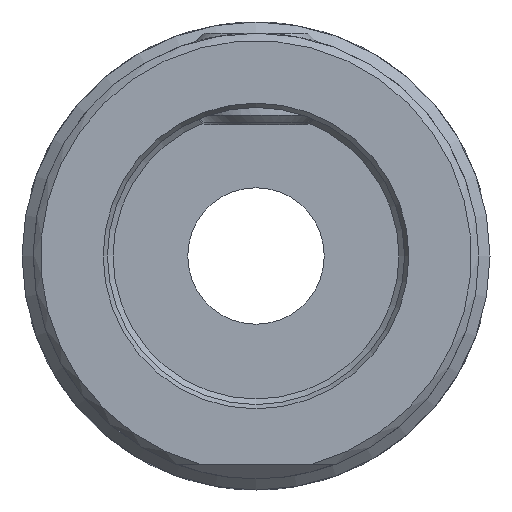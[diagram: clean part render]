
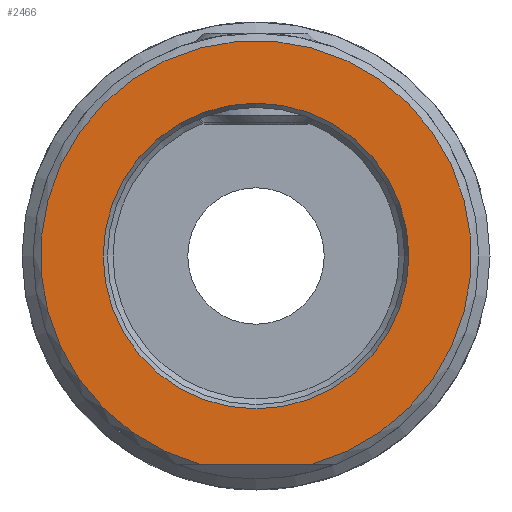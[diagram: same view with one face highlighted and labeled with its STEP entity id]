
A CAD part, left-side view. The second image highlights one B-rep face of the part: STEP entity #2466.
In plain terms, the highlighted planar face has unit normal (-1, 0, 0).
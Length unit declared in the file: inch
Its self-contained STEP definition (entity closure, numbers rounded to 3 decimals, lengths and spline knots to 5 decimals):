
#46=FACE_BOUND('',#360,.T.);
#81=PLANE('',#2674);
#216=FACE_OUTER_BOUND('',#359,.T.);
#359=EDGE_LOOP('',(#1822,#1823));
#360=EDGE_LOOP('',(#1824));
#507=LINE('',#4036,#626);
#626=VECTOR('',#3063,0.3937);
#732=CIRCLE('',#2668,0.81013);
#737=CIRCLE('',#2675,1.14173);
#1007=VERTEX_POINT('',#4031);
#1008=VERTEX_POINT('',#4035);
#1015=VERTEX_POINT('',#4060);
#1299=EDGE_CURVE('',#1008,#1007,#507,.T.);
#1309=EDGE_CURVE('',#1015,#1015,#732,.T.);
#1316=EDGE_CURVE('',#1008,#1007,#737,.T.);
#1822=ORIENTED_EDGE('',*,*,#1299,.T.);
#1823=ORIENTED_EDGE('',*,*,#1316,.F.);
#1824=ORIENTED_EDGE('',*,*,#1309,.F.);
#2466=ADVANCED_FACE('',(#216,#46),#81,.T.);
#2668=AXIS2_PLACEMENT_3D('',#4061,#3090,#3091);
#2674=AXIS2_PLACEMENT_3D('',#4073,#3104,#3105);
#2675=AXIS2_PLACEMENT_3D('',#4074,#3106,#3107);
#3063=DIRECTION('',(0.,-1.,0.));
#3090=DIRECTION('center_axis',(-1.,0.,0.));
#3091=DIRECTION('ref_axis',(0.,0.,-1.));
#3104=DIRECTION('center_axis',(-1.,0.,0.));
#3105=DIRECTION('ref_axis',(0.,0.,1.));
#3106=DIRECTION('center_axis',(1.,0.,0.));
#3107=DIRECTION('ref_axis',(0.,-1.,0.));
#4031=CARTESIAN_POINT('',(-3.34646,-0.29724,-1.10236));
#4035=CARTESIAN_POINT('',(-3.34646,0.29724,-1.10236));
#4036=CARTESIAN_POINT('',(-3.34646,0.29528,-1.10236));
#4060=CARTESIAN_POINT('',(-3.34646,0.,0.81013));
#4061=CARTESIAN_POINT('Origin',(-3.34646,0.,0.));
#4073=CARTESIAN_POINT('Origin',(-3.34646,0.59055,0.));
#4074=CARTESIAN_POINT('Origin',(-3.34646,0.,0.));
